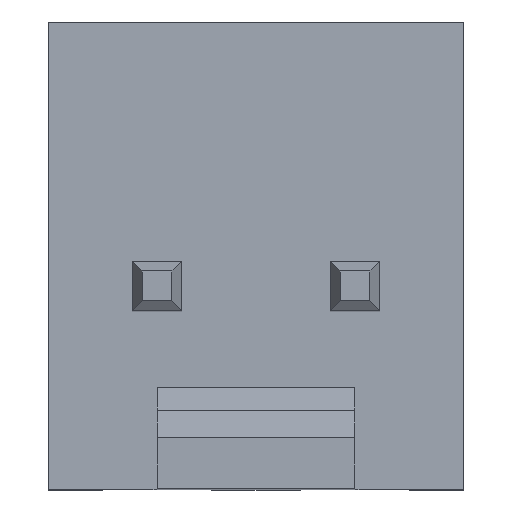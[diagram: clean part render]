
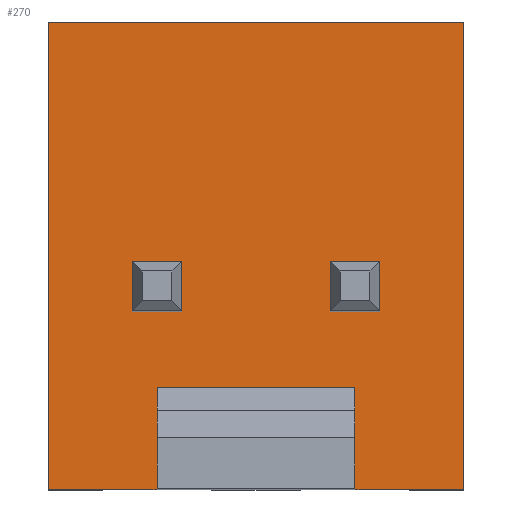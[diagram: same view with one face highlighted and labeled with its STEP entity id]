
A CAD part, top view. The second image highlights one B-rep face of the part: STEP entity #270.
In plain terms, the highlighted planar face has unit normal (0, 0, 1).
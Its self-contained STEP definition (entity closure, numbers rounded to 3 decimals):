
#270=ADVANCED_FACE('',(#587),#589,.T.);
#587=FACE_BOUND('',#588,.T.);
#588=EDGE_LOOP('',(#842,#843,#844,#845,#846,#847,#848,#849));
#589=PLANE('',#590);
#590=AXIS2_PLACEMENT_3D('',#591,#592,#593);
#591=CARTESIAN_POINT('',(3.935,-1.6,3.));
#592=DIRECTION('',(0.,-0.,1.));
#593=DIRECTION('',(0.,1.,0.));
#842=ORIENTED_EDGE('',*,*,#1006,.T.);
#843=ORIENTED_EDGE('',*,*,#995,.T.);
#844=ORIENTED_EDGE('',*,*,#1007,.F.);
#845=ORIENTED_EDGE('',*,*,#981,.F.);
#846=ORIENTED_EDGE('',*,*,#1008,.F.);
#847=ORIENTED_EDGE('',*,*,#1009,.F.);
#848=ORIENTED_EDGE('',*,*,#1010,.T.);
#849=ORIENTED_EDGE('',*,*,#977,.F.);
#977=EDGE_CURVE('',#1072,#1074,#1075,.F.);
#981=EDGE_CURVE('',#1080,#1082,#1083,.F.);
#995=EDGE_CURVE('',#1110,#1108,#1111,.T.);
#1006=EDGE_CURVE('',#1072,#1110,#1125,.T.);
#1007=EDGE_CURVE('',#1082,#1108,#1126,.T.);
#1008=EDGE_CURVE('',#1127,#1080,#1128,.T.);
#1009=EDGE_CURVE('',#1129,#1127,#1130,.T.);
#1010=EDGE_CURVE('',#1129,#1074,#1131,.T.);
#1072=VERTEX_POINT('',#1229);
#1074=VERTEX_POINT('',#1233);
#1075=LINE('',#1234,#1235);
#1080=VERTEX_POINT('',#1245);
#1082=VERTEX_POINT('',#1249);
#1083=LINE('',#1250,#1251);
#1108=VERTEX_POINT('',#1301);
#1110=VERTEX_POINT('',#1305);
#1111=LINE('',#1306,#1307);
#1125=LINE('',#1342,#1343);
#1126=LINE('',#1345,#1346);
#1127=VERTEX_POINT('',#1348);
#1128=LINE('',#1349,#1350);
#1129=VERTEX_POINT('',#1352);
#1130=LINE('',#1353,#1354);
#1131=LINE('',#1356,#1357);
#1229=CARTESIAN_POINT('',(3.935,-2.6,3.));
#1233=CARTESIAN_POINT('',(2.54,-2.6,3.));
#1234=CARTESIAN_POINT('',(2.54,-2.6,3.));
#1235=VECTOR('',#1236,1.);
#1236=DIRECTION('',(1.,0.,0.));
#1245=CARTESIAN_POINT('',(0.,-2.6,3.));
#1249=CARTESIAN_POINT('',(-1.395,-2.6,3.));
#1250=CARTESIAN_POINT('',(-1.395,-2.6,3.));
#1251=VECTOR('',#1252,1.);
#1252=DIRECTION('',(1.,0.,0.));
#1301=CARTESIAN_POINT('',(-1.395,3.4,3.));
#1305=CARTESIAN_POINT('',(3.935,3.4,3.));
#1306=CARTESIAN_POINT('',(3.935,3.4,3.));
#1307=VECTOR('',#1308,1.);
#1308=DIRECTION('',(-1.,0.,0.));
#1342=CARTESIAN_POINT('',(3.935,-2.6,3.));
#1343=VECTOR('',#1344,1.);
#1344=DIRECTION('',(0.,1.,0.));
#1345=CARTESIAN_POINT('',(-1.395,-2.6,3.));
#1346=VECTOR('',#1347,1.);
#1347=DIRECTION('',(0.,1.,0.));
#1348=CARTESIAN_POINT('',(0.,-1.6,3.));
#1349=CARTESIAN_POINT('',(0.,-1.6,3.));
#1350=VECTOR('',#1351,1.);
#1351=DIRECTION('',(0.,-1.,0.));
#1352=CARTESIAN_POINT('',(2.54,-1.6,3.));
#1353=CARTESIAN_POINT('',(2.54,-1.6,3.));
#1354=VECTOR('',#1355,1.);
#1355=DIRECTION('',(-1.,0.,0.));
#1356=CARTESIAN_POINT('',(2.54,-1.6,3.));
#1357=VECTOR('',#1358,1.);
#1358=DIRECTION('',(0.,-1.,0.));
